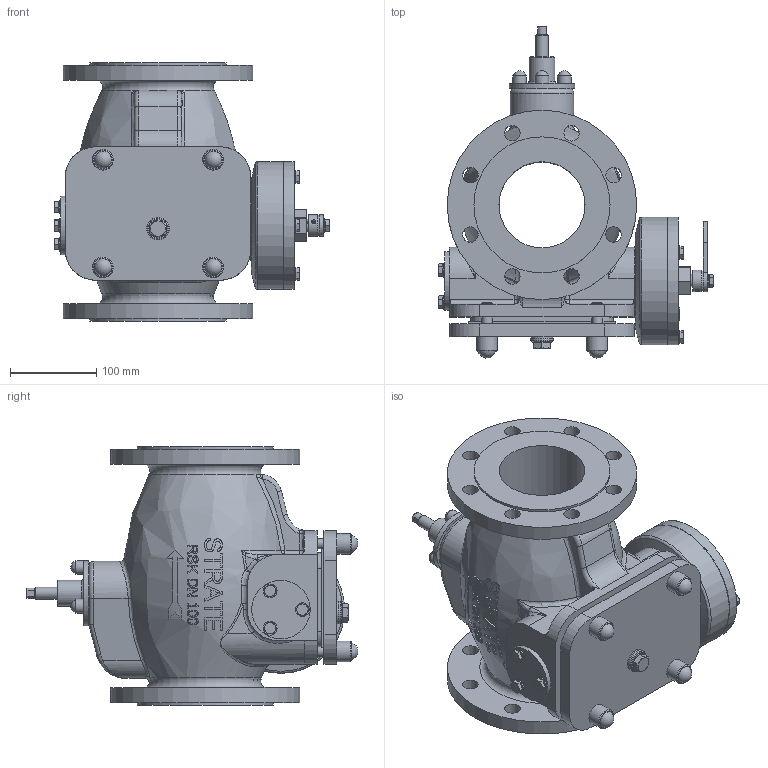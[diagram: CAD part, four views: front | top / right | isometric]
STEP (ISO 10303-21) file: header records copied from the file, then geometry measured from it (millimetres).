
FILE_DESCRIPTION(/* description */ (''),/* implementation_level */ '2;1');
FILE_NAME(/* name */ 'RSK DN 100 FTU.stp',/* time_stamp */ '2019-06-03T13:46:37+02:00',/* author */ ('aunrein'),/* organization */ (''),/* preprocessor_version */ 'ST-DEVELOPER v16.13',/* originating_system */ 'Autodesk Inventor 2018',/* authorisation */ '');
FILE_SCHEMA (('AUTOMOTIVE_DESIGN { 1 0 10303 214 3 1 1 }'));
Length unit declared in the file: millimetre
Products named in the file (1): RSK DN 100 FTU_Dummy
Bounding box: 318.8 x 385.42 x 300 mm (x, y, z)
Volume: 8396422.5 mm3; surface area: 597750.8 mm2
Topology: 1 solids, 1 shells, 881 faces, 2227 edges, 1433 vertices
Faces by surface type: plane 412, bspline 239, cylinder 131, cone 56, torus 28, sphere 15
Full cylindrical faces by diameter (mm): 4.917 x1, 8 x3, 11.4 x7, 12 x4, 14 x1, 15 x1, 16 x11, 18 x16, 21.939 x1, 24 x4, 25 x1, 25.9 x1, 26 x1, 30 x1, 68 x1, 76 x1, 80 x1, 96 x1, 100 x2, 109.6 x1, 110.5 x1, 148 x2, 158 x2, 220 x2
Entity records: 32285 total; most frequent: CARTESIAN_POINT 11717, ORIENTED_EDGE 4196, DIRECTION 3749, EDGE_CURVE 2098, AXIS2_PLACEMENT_3D 1515, VERTEX_POINT 1397, EDGE_LOOP 1111, STYLED_ITEM 881
